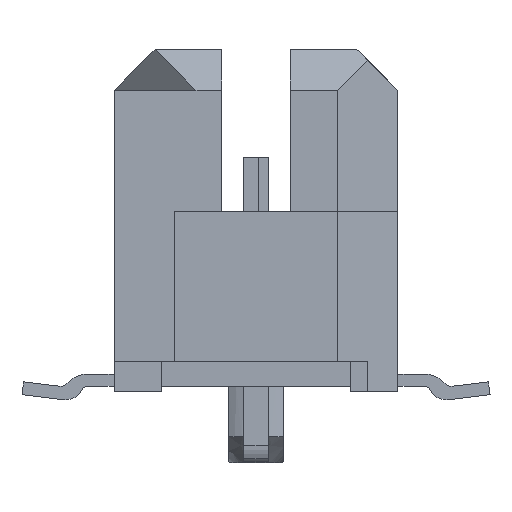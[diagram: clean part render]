
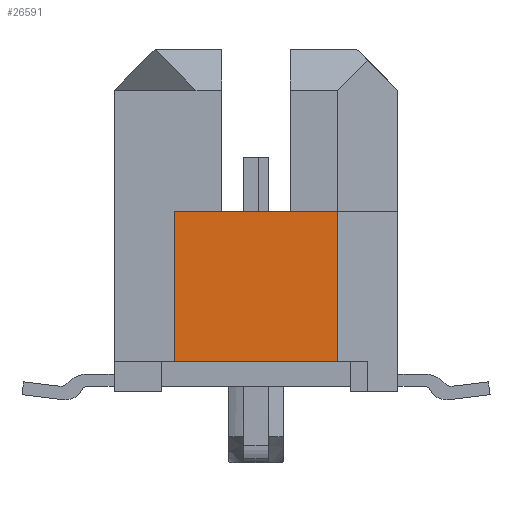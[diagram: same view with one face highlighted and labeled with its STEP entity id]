
A CAD part, left-side view. The second image highlights one B-rep face of the part: STEP entity #26591.
In plain terms, the highlighted planar face has unit normal (-1, 0, 0).
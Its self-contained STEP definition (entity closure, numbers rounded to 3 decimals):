
#140=DIRECTION('',(0.,-1.,0.));
#141=VECTOR('',#140,3.048);
#142=CARTESIAN_POINT('',(-12.7,1.524,-3.023));
#143=LINE('',#142,#141);
#836=DIRECTION('',(0.,0.,-1.));
#837=VECTOR('',#836,2.794);
#838=CARTESIAN_POINT('',(-12.7,-1.524,-3.023));
#839=LINE('',#838,#837);
#9668=DIRECTION('',(0.,1.,0.));
#9669=VECTOR('',#9668,3.048);
#9670=CARTESIAN_POINT('',(-12.7,-1.524,-5.817));
#9671=LINE('',#9670,#9669);
#9984=DIRECTION('',(0.,0.,-1.));
#9985=VECTOR('',#9984,2.794);
#9986=CARTESIAN_POINT('',(-12.7,1.524,-3.023));
#9987=LINE('',#9986,#9985);
#10314=CARTESIAN_POINT('',(-12.7,-1.524,-5.817));
#10315=CARTESIAN_POINT('',(-12.7,1.524,-5.817));
#10316=VERTEX_POINT('',#10314);
#10317=VERTEX_POINT('',#10315);
#10322=CARTESIAN_POINT('',(-12.7,1.524,-3.023));
#10323=CARTESIAN_POINT('',(-12.7,-1.524,-3.023));
#10324=VERTEX_POINT('',#10322);
#10325=VERTEX_POINT('',#10323);
#26580=CARTESIAN_POINT('',(-12.7,1.524,-5.817));
#26581=DIRECTION('',(-1.,0.,0.));
#26582=DIRECTION('',(0.,-1.,0.));
#26583=AXIS2_PLACEMENT_3D('',#26580,#26581,#26582);
#26584=PLANE('',#26583);
#26585=ORIENTED_EDGE('',*,*,#26082,.T.);
#26586=ORIENTED_EDGE('',*,*,#26574,.F.);
#26587=ORIENTED_EDGE('',*,*,#13586,.T.);
#26588=ORIENTED_EDGE('',*,*,#13975,.T.);
#26589=EDGE_LOOP('',(#26585,#26586,#26587,#26588));
#26590=FACE_OUTER_BOUND('',#26589,.F.);
#13586=EDGE_CURVE('',#10324,#10325,#143,.T.);
#13975=EDGE_CURVE('',#10325,#10316,#839,.T.);
#26082=EDGE_CURVE('',#10316,#10317,#9671,.T.);
#26574=EDGE_CURVE('',#10324,#10317,#9987,.T.);
#26591=ADVANCED_FACE('',(#26590),#26584,.T.);
